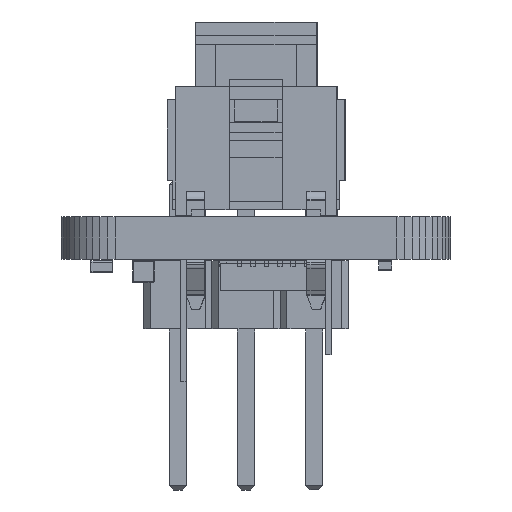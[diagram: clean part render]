
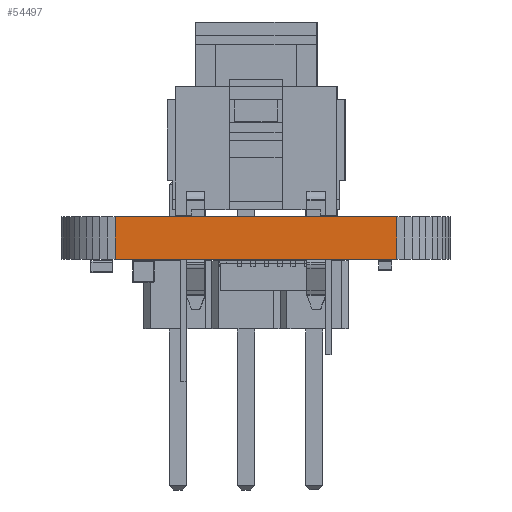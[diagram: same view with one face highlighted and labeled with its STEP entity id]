
A CAD part, left-side view. The second image highlights one B-rep face of the part: STEP entity #54497.
In plain terms, the highlighted planar face has unit normal (-1, 0, 0).
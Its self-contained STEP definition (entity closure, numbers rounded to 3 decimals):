
#48089 = PLANE('',#48090);
#48090 = AXIS2_PLACEMENT_3D('',#48091,#48092,#48093);
#48091 = CARTESIAN_POINT('',(57.5,7.25,1.6));
#48092 = DIRECTION('',(-0.,-0.,-1.));
#48093 = DIRECTION('',(-1.,0.,0.));
#48143 = PLANE('',#48144);
#48144 = AXIS2_PLACEMENT_3D('',#48145,#48146,#48147);
#48145 = CARTESIAN_POINT('',(57.5,7.25,0.));
#48146 = DIRECTION('',(-0.,-0.,-1.));
#48147 = DIRECTION('',(-1.,0.,0.));
#49176 = VERTEX_POINT('',#49177);
#49177 = CARTESIAN_POINT('',(0.,2.,0.));
#49191 = PLANE('',#49192);
#49192 = AXIS2_PLACEMENT_3D('',#49193,#49194,#49195);
#49193 = CARTESIAN_POINT('',(0.02,1.715,0.));
#49194 = DIRECTION('',(-0.997,-0.071,0.));
#49195 = DIRECTION('',(-0.071,0.997,0.));
#49203 = EDGE_CURVE('',#49176,#49204,#49206,.T.);
#49204 = VERTEX_POINT('',#49205);
#49205 = CARTESIAN_POINT('',(0.,12.5,0.));
#49206 = SURFACE_CURVE('',#49207,(#49211,#49218),.PCURVE_S1.);
#49207 = LINE('',#49208,#49209);
#49208 = CARTESIAN_POINT('',(0.,2.,0.));
#49209 = VECTOR('',#49210,1.);
#49210 = DIRECTION('',(0.,1.,0.));
#49211 = PCURVE('',#48143,#49212);
#49212 = DEFINITIONAL_REPRESENTATION('',(#49213),#49217);
#49213 = LINE('',#49214,#49215);
#49214 = CARTESIAN_POINT('',(57.5,-5.25));
#49215 = VECTOR('',#49216,1.);
#49216 = DIRECTION('',(0.,1.));
#49217 = ( GEOMETRIC_REPRESENTATION_CONTEXT(2) 
PARAMETRIC_REPRESENTATION_CONTEXT() REPRESENTATION_CONTEXT('2D SPACE',''
  ) );
#49218 = PCURVE('',#49219,#49224);
#49219 = PLANE('',#49220);
#49220 = AXIS2_PLACEMENT_3D('',#49221,#49222,#49223);
#49221 = CARTESIAN_POINT('',(0.,2.,0.));
#49222 = DIRECTION('',(-1.,0.,0.));
#49223 = DIRECTION('',(0.,1.,0.));
#49224 = DEFINITIONAL_REPRESENTATION('',(#49225),#49229);
#49225 = LINE('',#49226,#49227);
#49226 = CARTESIAN_POINT('',(0.,0.));
#49227 = VECTOR('',#49228,1.);
#49228 = DIRECTION('',(1.,0.));
#49229 = ( GEOMETRIC_REPRESENTATION_CONTEXT(2) 
PARAMETRIC_REPRESENTATION_CONTEXT() REPRESENTATION_CONTEXT('2D SPACE',''
  ) );
#49247 = PLANE('',#49248);
#49248 = AXIS2_PLACEMENT_3D('',#49249,#49250,#49251);
#49249 = CARTESIAN_POINT('',(0.,12.5,0.));
#49250 = DIRECTION('',(-0.997,0.071,0.));
#49251 = DIRECTION('',(0.071,0.997,0.));
#52030 = VERTEX_POINT('',#52031);
#52031 = CARTESIAN_POINT('',(0.,2.,1.6));
#52052 = EDGE_CURVE('',#52030,#52053,#52055,.T.);
#52053 = VERTEX_POINT('',#52054);
#52054 = CARTESIAN_POINT('',(0.,12.5,1.6));
#52055 = SURFACE_CURVE('',#52056,(#52060,#52067),.PCURVE_S1.);
#52056 = LINE('',#52057,#52058);
#52057 = CARTESIAN_POINT('',(0.,2.,1.6));
#52058 = VECTOR('',#52059,1.);
#52059 = DIRECTION('',(0.,1.,0.));
#52060 = PCURVE('',#48089,#52061);
#52061 = DEFINITIONAL_REPRESENTATION('',(#52062),#52066);
#52062 = LINE('',#52063,#52064);
#52063 = CARTESIAN_POINT('',(57.5,-5.25));
#52064 = VECTOR('',#52065,1.);
#52065 = DIRECTION('',(0.,1.));
#52066 = ( GEOMETRIC_REPRESENTATION_CONTEXT(2) 
PARAMETRIC_REPRESENTATION_CONTEXT() REPRESENTATION_CONTEXT('2D SPACE',''
  ) );
#52067 = PCURVE('',#49219,#52068);
#52068 = DEFINITIONAL_REPRESENTATION('',(#52069),#52073);
#52069 = LINE('',#52070,#52071);
#52070 = CARTESIAN_POINT('',(0.,-1.6));
#52071 = VECTOR('',#52072,1.);
#52072 = DIRECTION('',(1.,0.));
#52073 = ( GEOMETRIC_REPRESENTATION_CONTEXT(2) 
PARAMETRIC_REPRESENTATION_CONTEXT() REPRESENTATION_CONTEXT('2D SPACE',''
  ) );
#54447 = EDGE_CURVE('',#49204,#52053,#54448,.T.);
#54448 = SURFACE_CURVE('',#54449,(#54453,#54460),.PCURVE_S1.);
#54449 = LINE('',#54450,#54451);
#54450 = CARTESIAN_POINT('',(0.,12.5,0.));
#54451 = VECTOR('',#54452,1.);
#54452 = DIRECTION('',(0.,0.,1.));
#54453 = PCURVE('',#49247,#54454);
#54454 = DEFINITIONAL_REPRESENTATION('',(#54455),#54459);
#54455 = LINE('',#54456,#54457);
#54456 = CARTESIAN_POINT('',(0.,0.));
#54457 = VECTOR('',#54458,1.);
#54458 = DIRECTION('',(0.,-1.));
#54459 = ( GEOMETRIC_REPRESENTATION_CONTEXT(2) 
PARAMETRIC_REPRESENTATION_CONTEXT() REPRESENTATION_CONTEXT('2D SPACE',''
  ) );
#54460 = PCURVE('',#49219,#54461);
#54461 = DEFINITIONAL_REPRESENTATION('',(#54462),#54466);
#54462 = LINE('',#54463,#54464);
#54463 = CARTESIAN_POINT('',(10.5,0.));
#54464 = VECTOR('',#54465,1.);
#54465 = DIRECTION('',(0.,-1.));
#54466 = ( GEOMETRIC_REPRESENTATION_CONTEXT(2) 
PARAMETRIC_REPRESENTATION_CONTEXT() REPRESENTATION_CONTEXT('2D SPACE',''
  ) );
#54497 = ADVANCED_FACE('',(#54498),#49219,.T.);
#54498 = FACE_BOUND('',#54499,.T.);
#54499 = EDGE_LOOP('',(#54500,#54521,#54522,#54523));
#54500 = ORIENTED_EDGE('',*,*,#54501,.T.);
#54501 = EDGE_CURVE('',#49176,#52030,#54502,.T.);
#54502 = SURFACE_CURVE('',#54503,(#54507,#54514),.PCURVE_S1.);
#54503 = LINE('',#54504,#54505);
#54504 = CARTESIAN_POINT('',(0.,2.,0.));
#54505 = VECTOR('',#54506,1.);
#54506 = DIRECTION('',(0.,0.,1.));
#54507 = PCURVE('',#49219,#54508);
#54508 = DEFINITIONAL_REPRESENTATION('',(#54509),#54513);
#54509 = LINE('',#54510,#54511);
#54510 = CARTESIAN_POINT('',(0.,0.));
#54511 = VECTOR('',#54512,1.);
#54512 = DIRECTION('',(0.,-1.));
#54513 = ( GEOMETRIC_REPRESENTATION_CONTEXT(2) 
PARAMETRIC_REPRESENTATION_CONTEXT() REPRESENTATION_CONTEXT('2D SPACE',''
  ) );
#54514 = PCURVE('',#49191,#54515);
#54515 = DEFINITIONAL_REPRESENTATION('',(#54516),#54520);
#54516 = LINE('',#54517,#54518);
#54517 = CARTESIAN_POINT('',(0.285,0.));
#54518 = VECTOR('',#54519,1.);
#54519 = DIRECTION('',(0.,-1.));
#54520 = ( GEOMETRIC_REPRESENTATION_CONTEXT(2) 
PARAMETRIC_REPRESENTATION_CONTEXT() REPRESENTATION_CONTEXT('2D SPACE',''
  ) );
#54521 = ORIENTED_EDGE('',*,*,#52052,.T.);
#54522 = ORIENTED_EDGE('',*,*,#54447,.F.);
#54523 = ORIENTED_EDGE('',*,*,#49203,.F.);
